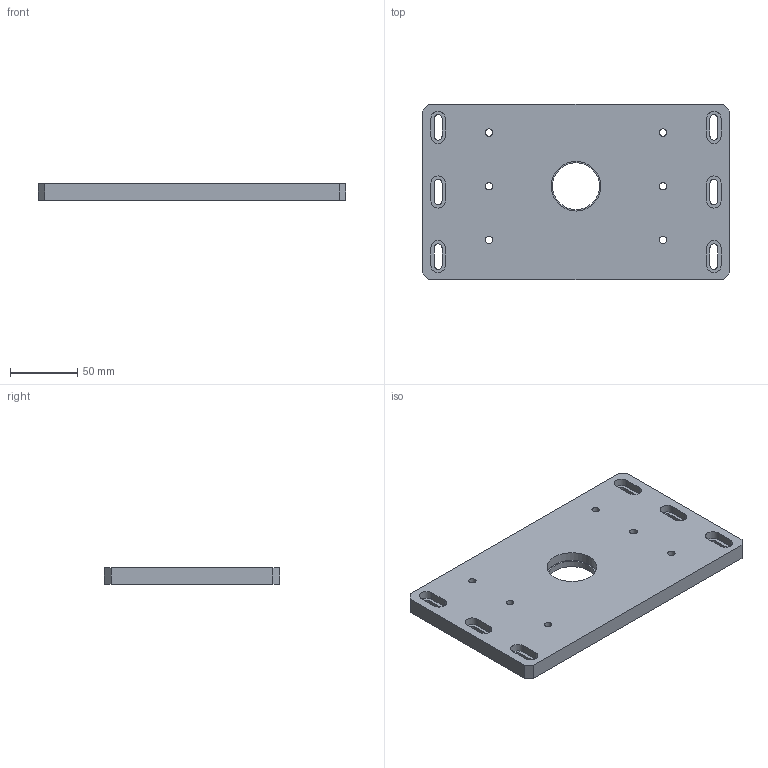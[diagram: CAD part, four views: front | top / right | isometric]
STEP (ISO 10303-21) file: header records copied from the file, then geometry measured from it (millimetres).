
FILE_DESCRIPTION(/* description */ (''),/* implementation_level */ '2;1');
FILE_NAME(/* name */ 'PlatineMoteurABB.step',/* time_stamp */ '2021-06-28T11:15:09+02:00',/* author */ (''),/* organization */ (''),/* preprocessor_version */ 'ST-DEVELOPER v18.1',/* originating_system */ 'Autodesk Translation Framework v10.9.0.1377',/* authorisation */ '');
FILE_SCHEMA (('AUTOMOTIVE_DESIGN { 1 0 10303 214 3 1 1 }'));
Length unit declared in the file: millimetre
Products named in the file (1): PlatineMoteurABB
Bounding box: 229.5 x 130.8 x 12 mm (x, y, z)
Volume: 331176.2 mm3; surface area: 71949.9 mm2
Topology: 1 solids, 1 shells, 85 faces, 210 edges, 140 vertices
Faces by surface type: plane 47, cylinder 38
Full cylindrical faces by diameter (mm): 5.5 x6, 10.5 x6, 35 x1, 37 x1
Entity records: 2625 total; most frequent: DIRECTION 458, CARTESIAN_POINT 436, ORIENTED_EDGE 420, EDGE_CURVE 210, AXIS2_PLACEMENT_3D 162, VERTEX_POINT 140, LINE 134, VECTOR 134
